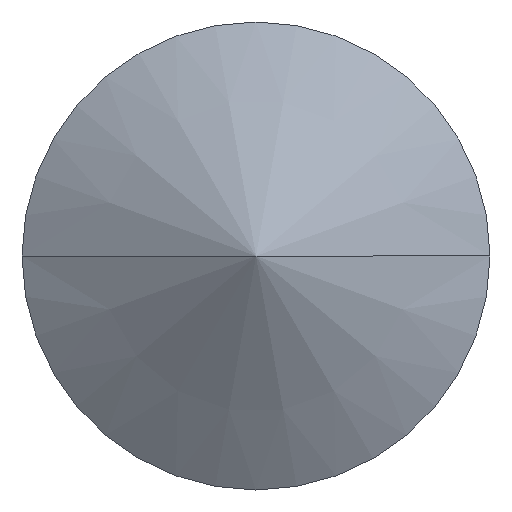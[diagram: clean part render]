
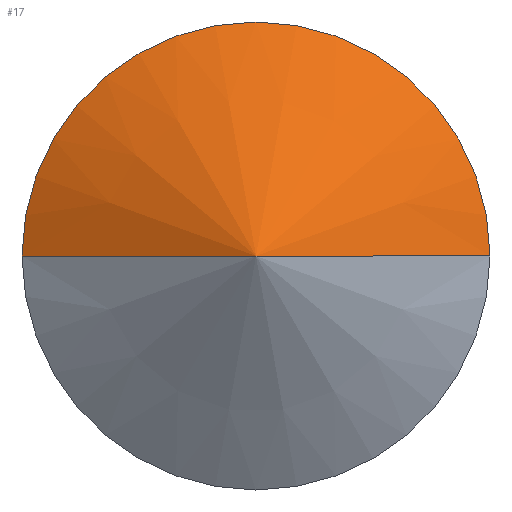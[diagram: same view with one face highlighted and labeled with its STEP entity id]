
A CAD part, front view. The second image highlights one B-rep face of the part: STEP entity #17.
In plain terms, the highlighted conical face has half-angle 60 degrees and reference radius 1732.05 mm.
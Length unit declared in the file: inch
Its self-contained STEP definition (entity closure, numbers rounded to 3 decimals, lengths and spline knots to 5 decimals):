
#2 = EDGE_CURVE ( 'NONE', #127, #143, #70, .T. ) ;
#17 = ADVANCED_FACE ( 'NONE', ( #148 ), #106, .T. ) ;
#61 = VERTEX_POINT ( 'NONE', #264 ) ;
#62 = VECTOR ( 'NONE', #181, 39.37008 ) ;
#70 = LINE ( 'NONE', #216, #142 ) ;
#73 = DIRECTION ( 'NONE',  ( 1., 0., 0. ) ) ;
#82 = CIRCLE ( 'NONE', #204, 0.0625 ) ;
#87 = EDGE_LOOP ( 'NONE', ( #124, #151, #236 ) ) ;
#89 = CARTESIAN_POINT ( 'NONE',  ( 0., 0., 0. ) ) ;
#93 = DIRECTION ( 'NONE',  ( -1., 0., 0. ) ) ;
#98 = EDGE_CURVE ( 'NONE', #127, #61, #101, .T. ) ;
#101 = LINE ( 'NONE', #141, #62 ) ;
#105 = DIRECTION ( 'NONE',  ( 0., 1., 0. ) ) ;
#106 = CONICAL_SURFACE ( 'NONE', #198, 68.19098, 1.047 ) ;
#124 = ORIENTED_EDGE ( 'NONE', *, *, #2, .F. ) ;
#127 = VERTEX_POINT ( 'NONE', #89 ) ;
#130 = DIRECTION ( 'NONE',  ( -0.866, 0.5, 0. ) ) ;
#136 = CARTESIAN_POINT ( 'NONE',  ( 0., 0.03608, 0. ) ) ;
#141 = CARTESIAN_POINT ( 'NONE',  ( 0., 0., 0. ) ) ;
#142 = VECTOR ( 'NONE', #130, 39.37008 ) ;
#143 = VERTEX_POINT ( 'NONE', #146 ) ;
#146 = CARTESIAN_POINT ( 'NONE',  ( -0.0625, 0.03608, 0. ) ) ;
#148 = FACE_OUTER_BOUND ( 'NONE', #87, .T. ) ;
#151 = ORIENTED_EDGE ( 'NONE', *, *, #98, .T. ) ;
#173 = DIRECTION ( 'NONE',  ( 0., -1., 0. ) ) ;
#181 = DIRECTION ( 'NONE',  ( 0.866, 0.5, 0. ) ) ;
#190 = CARTESIAN_POINT ( 'NONE',  ( 0., 39.37008, 0. ) ) ;
#198 = AXIS2_PLACEMENT_3D ( 'NONE', #190, #105, #93 ) ;
#204 = AXIS2_PLACEMENT_3D ( 'NONE', #136, #173, #73 ) ;
#216 = CARTESIAN_POINT ( 'NONE',  ( 0., 0., 0. ) ) ;
#236 = ORIENTED_EDGE ( 'NONE', *, *, #247, .T. ) ;
#247 = EDGE_CURVE ( 'NONE', #61, #143, #82, .T. ) ;
#264 = CARTESIAN_POINT ( 'NONE',  ( 0.0625, 0.03608, 0. ) ) ;
